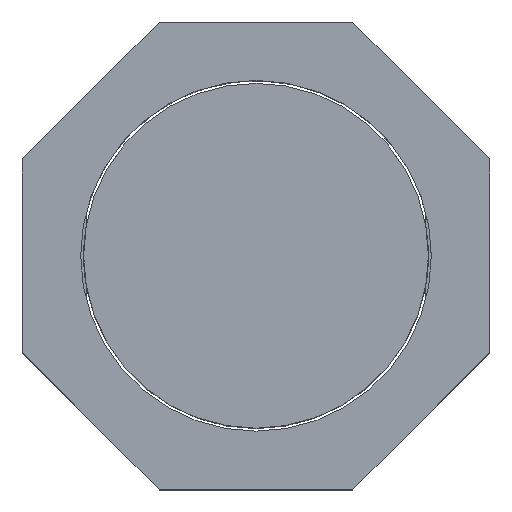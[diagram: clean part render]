
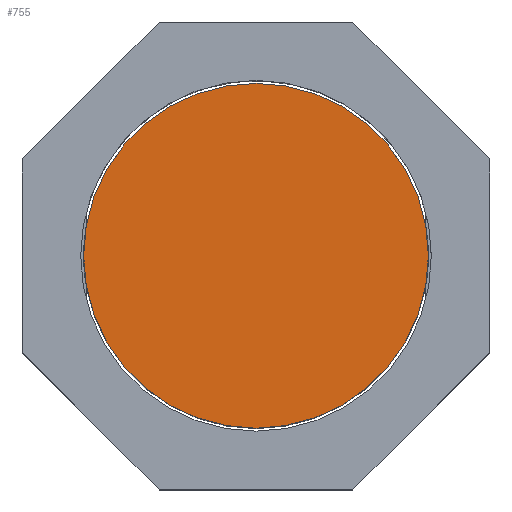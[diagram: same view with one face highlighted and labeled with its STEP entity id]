
A CAD part, top view. The second image highlights one B-rep face of the part: STEP entity #755.
In plain terms, the highlighted planar face has unit normal (0, 0, 1).
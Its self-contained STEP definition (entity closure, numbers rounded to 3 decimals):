
#573=CARTESIAN_POINT('',(-2.95,0.0,4.3));
#574=VERTEX_POINT('',#573);
#583=CARTESIAN_POINT('',(2.95,0.,4.3));
#584=VERTEX_POINT('',#583);
#585=CARTESIAN_POINT('',(0.0,0.0,4.3));
#586=DIRECTION('',(0.0,0.0,1.0));
#587=DIRECTION('',(1.0,0.0,0.0));
#588=AXIS2_PLACEMENT_3D('',#585,#586,#587);
#589=CIRCLE('',#588,2.95);
#590=EDGE_CURVE('',#584,#574,#589,.T.);
#740=CARTESIAN_POINT('',(3.245,3.245,4.3));
#741=DIRECTION('',(0.0,0.0,1.0));
#742=DIRECTION('',(0.0,1.0,0.0));
#743=AXIS2_PLACEMENT_3D('',#740,#741,#742);
#744=PLANE('',#743);
#745=CARTESIAN_POINT('',(0.0,0.0,4.3));
#746=DIRECTION('',(0.0,0.0,1.0));
#747=DIRECTION('',(1.0,0.0,0.0));
#748=AXIS2_PLACEMENT_3D('',#745,#746,#747);
#749=CIRCLE('',#748,2.95);
#750=EDGE_CURVE('',#574,#584,#749,.T.);
#751=ORIENTED_EDGE('',*,*,#750,.T.);
#752=ORIENTED_EDGE('',*,*,#590,.T.);
#753=EDGE_LOOP('',(#751,#752));
#754=FACE_OUTER_BOUND('',#753,.T.);
#755=ADVANCED_FACE('',(#754),#744,.T.);
